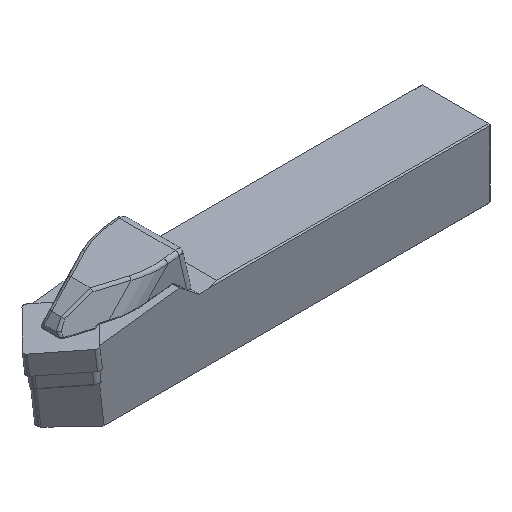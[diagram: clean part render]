
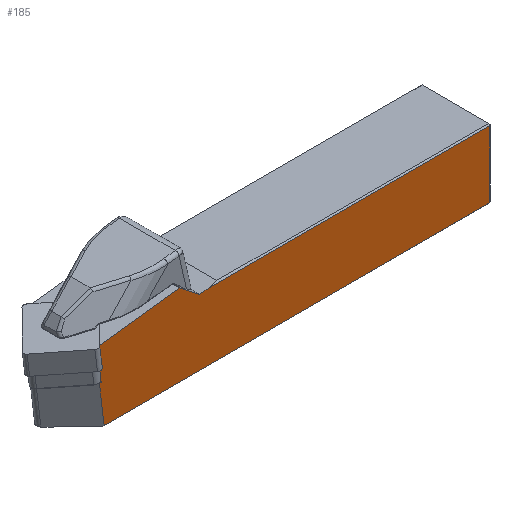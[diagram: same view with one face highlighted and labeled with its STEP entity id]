
A CAD part, isometric view. The second image highlights one B-rep face of the part: STEP entity #185.
In plain terms, the highlighted planar face has unit normal (0, -1, 0).
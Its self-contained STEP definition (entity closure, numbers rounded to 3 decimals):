
#185=ADVANCED_FACE('',(#370),#311,.F.);
#311=PLANE('',#2144);
#370=FACE_OUTER_BOUND('',#490,.T.);
#490=EDGE_LOOP('',(#987,#988,#989,#990,#991,#992,#993,#994,#995,#996));
#625=LINE('',#2999,#805);
#626=LINE('',#3002,#806);
#627=LINE('',#3004,#807);
#628=LINE('',#3006,#808);
#629=LINE('',#3008,#809);
#630=LINE('',#3010,#810);
#631=LINE('',#3012,#811);
#632=LINE('',#3014,#812);
#633=LINE('',#3016,#813);
#634=LINE('',#3018,#814);
#805=VECTOR('',#2375,1.);
#806=VECTOR('',#2376,1.);
#807=VECTOR('',#2377,1.);
#808=VECTOR('',#2378,1.);
#809=VECTOR('',#2379,1.);
#810=VECTOR('',#2380,1.);
#811=VECTOR('',#2381,1.);
#812=VECTOR('',#2382,1.);
#813=VECTOR('',#2383,1.);
#814=VECTOR('',#2384,1.);
#987=ORIENTED_EDGE('',*,*,#1780,.F.);
#988=ORIENTED_EDGE('',*,*,#1781,.F.);
#989=ORIENTED_EDGE('',*,*,#1782,.T.);
#990=ORIENTED_EDGE('',*,*,#1783,.T.);
#991=ORIENTED_EDGE('',*,*,#1784,.T.);
#992=ORIENTED_EDGE('',*,*,#1785,.T.);
#993=ORIENTED_EDGE('',*,*,#1786,.T.);
#994=ORIENTED_EDGE('',*,*,#1787,.F.);
#995=ORIENTED_EDGE('',*,*,#1788,.F.);
#996=ORIENTED_EDGE('',*,*,#1789,.F.);
#1593=VERTEX_POINT('',#3000);
#1594=VERTEX_POINT('',#3001);
#1595=VERTEX_POINT('',#3003);
#1596=VERTEX_POINT('',#3005);
#1597=VERTEX_POINT('',#3007);
#1598=VERTEX_POINT('',#3009);
#1599=VERTEX_POINT('',#3011);
#1600=VERTEX_POINT('',#3013);
#1601=VERTEX_POINT('',#3015);
#1602=VERTEX_POINT('',#3017);
#1780=EDGE_CURVE('',#1593,#1594,#625,.T.);
#1781=EDGE_CURVE('',#1595,#1593,#626,.T.);
#1782=EDGE_CURVE('',#1595,#1596,#627,.T.);
#1783=EDGE_CURVE('',#1596,#1597,#628,.T.);
#1784=EDGE_CURVE('',#1597,#1598,#629,.T.);
#1785=EDGE_CURVE('',#1598,#1599,#630,.T.);
#1786=EDGE_CURVE('',#1599,#1600,#631,.T.);
#1787=EDGE_CURVE('',#1601,#1600,#632,.T.);
#1788=EDGE_CURVE('',#1602,#1601,#633,.T.);
#1789=EDGE_CURVE('',#1594,#1602,#634,.T.);
#2144=AXIS2_PLACEMENT_3D('',#3019,#2385,#2386);
#2375=DIRECTION('',(-0.122,0.,0.993));
#2376=DIRECTION('',(0.993,0.,0.122));
#2377=DIRECTION('',(0.122,0.,-0.993));
#2378=DIRECTION('',(1.,0.,0.));
#2379=DIRECTION('',(0.,0.,1.));
#2380=DIRECTION('',(-1.,0.,0.));
#2381=DIRECTION('',(-0.819,0.,0.574));
#2382=DIRECTION('',(0.993,0.,0.122));
#2383=DIRECTION('',(0.788,0.,-0.616));
#2384=DIRECTION('',(0.993,0.,0.122));
#2385=DIRECTION('',(0.,1.,0.));
#2386=DIRECTION('',(-1.,0.,0.));
#2999=CARTESIAN_POINT('',(2.862,-16.,50.474));
#3000=CARTESIAN_POINT('',(9.892,-16.,-6.784));
#3001=CARTESIAN_POINT('',(8.961,-16.,0.799));
#3002=CARTESIAN_POINT('',(6.03,-16.,-7.259));
#3003=CARTESIAN_POINT('',(9.49,-16.,-6.834));
#3004=CARTESIAN_POINT('',(13.398,-16.,-38.655));
#3005=CARTESIAN_POINT('',(10.579,-16.,-15.7));
#3006=CARTESIAN_POINT('',(-1.,-16.,-15.7));
#3007=CARTESIAN_POINT('',(99.7,-16.,-15.7));
#3008=CARTESIAN_POINT('',(99.7,-16.,50.));
#3009=CARTESIAN_POINT('',(99.7,-16.,-0.3));
#3010=CARTESIAN_POINT('',(-1.,-16.,-0.3));
#3011=CARTESIAN_POINT('',(34.905,-16.,-0.3));
#3012=CARTESIAN_POINT('',(-12.821,-16.,33.118));
#3013=CARTESIAN_POINT('',(34.842,-16.,-0.255));
#3014=CARTESIAN_POINT('',(32.655,-16.,-0.524));
#3015=CARTESIAN_POINT('',(32.655,-16.,-0.524));
#3016=CARTESIAN_POINT('',(-12.755,-16.,34.954));
#3017=CARTESIAN_POINT('',(27.975,-16.,3.133));
#3018=CARTESIAN_POINT('',(5.099,-16.,0.324));
#3019=CARTESIAN_POINT('',(-1.,-16.,50.));
